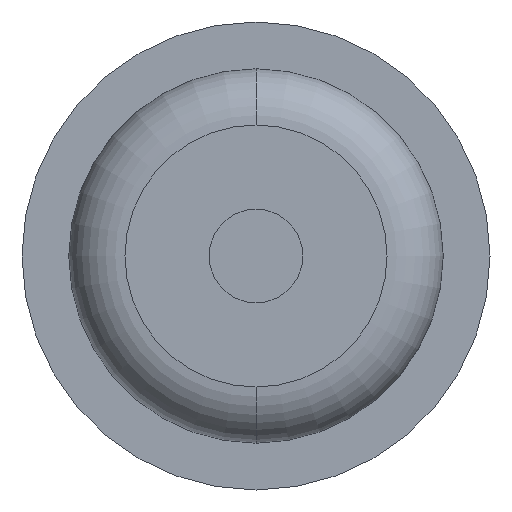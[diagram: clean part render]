
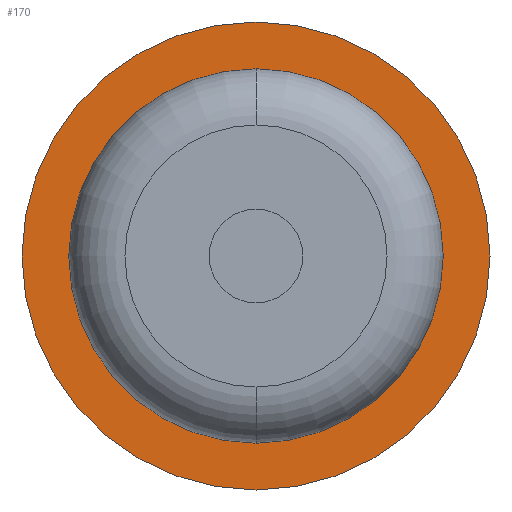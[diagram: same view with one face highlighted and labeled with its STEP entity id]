
A CAD part, front view. The second image highlights one B-rep face of the part: STEP entity #170.
In plain terms, the highlighted planar face has unit normal (0, -1, 0).
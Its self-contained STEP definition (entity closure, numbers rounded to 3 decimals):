
#39 = CARTESIAN_POINT ( 'NONE',  ( 0., 2.5, 1. ) ) ;
#99 = EDGE_LOOP ( 'NONE', ( #3299, #1924 ) ) ;
#170 = ADVANCED_FACE ( 'Defeature ausgef�hrt1_2', ( #1373, #2664 ), #2429, .T. ) ;
#201 = CARTESIAN_POINT ( 'NONE',  ( 0., 2.5, 0. ) ) ;
#216 = DIRECTION ( 'NONE',  ( 0., -1., 0. ) ) ;
#234 = AXIS2_PLACEMENT_3D ( 'NONE', #201, #3176, #1529 ) ;
#368 = DIRECTION ( 'NONE',  ( 0., 0., -1. ) ) ;
#446 = CIRCLE ( 'NONE', #2518, 1. ) ;
#454 = VERTEX_POINT ( 'NONE', #39 ) ;
#524 = ORIENTED_EDGE ( 'NONE', *, *, #1774, .F. ) ;
#573 = CIRCLE ( 'NONE', #1653, 1.25 ) ;
#683 = DIRECTION ( 'NONE',  ( 0., 0., -1. ) ) ;
#770 = CARTESIAN_POINT ( 'NONE',  ( 0., 2.5, 0. ) ) ;
#795 = CARTESIAN_POINT ( 'NONE',  ( 0., 2.5, 1.25 ) ) ;
#912 = AXIS2_PLACEMENT_3D ( 'NONE', #3125, #1758, #368 ) ;
#1246 = CIRCLE ( 'NONE', #912, 1.25 ) ;
#1279 = VERTEX_POINT ( 'NONE', #795 ) ;
#1302 = DIRECTION ( 'NONE',  ( 0., -1., 0. ) ) ;
#1370 = CIRCLE ( 'NONE', #234, 1. ) ;
#1373 = FACE_OUTER_BOUND ( 'NONE', #99, .T. ) ;
#1400 = ORIENTED_EDGE ( 'NONE', *, *, #2249, .F. ) ;
#1529 = DIRECTION ( 'NONE',  ( 0., 0., -1. ) ) ;
#1573 = CARTESIAN_POINT ( 'NONE',  ( 1., 2.5, 0. ) ) ;
#1653 = AXIS2_PLACEMENT_3D ( 'NONE', #770, #216, #3227 ) ;
#1745 = AXIS2_PLACEMENT_3D ( 'NONE', #1573, #1302, #2675 ) ;
#1758 = DIRECTION ( 'NONE',  ( 0., -1., 0. ) ) ;
#1774 = EDGE_CURVE ( 'Defeature ausgef�hrt1_1+Defeature ausgef�hrt1_2+Defeature ausgef�hrt1_2+Defeature ausgef�hrt1_2', #454, #2348, #1370, .T. ) ;
#1795 = CARTESIAN_POINT ( 'NONE',  ( 0., 2.5, -1. ) ) ;
#1924 = ORIENTED_EDGE ( 'NONE', *, *, #2170, .T. ) ;
#2042 = DIRECTION ( 'NONE',  ( 0., -1., 0. ) ) ;
#2170 = EDGE_CURVE ( 'Defeature ausgef�hrt1_2+Defeature ausgef�hrt1_3+Defeature ausgef�hrt1_3+Defeature ausgef�hrt1_3', #1279, #2222, #1246, .T. ) ;
#2222 = VERTEX_POINT ( 'NONE', #3114 ) ;
#2249 = EDGE_CURVE ( 'Defeature ausgef�hrt1_1+Defeature ausgef�hrt1_2+Defeature ausgef�hrt1_2+Defeature ausgef�hrt1_2', #2348, #454, #446, .T. ) ;
#2302 = CARTESIAN_POINT ( 'NONE',  ( 0., 2.5, 0. ) ) ;
#2348 = VERTEX_POINT ( 'NONE', #1795 ) ;
#2357 = EDGE_LOOP ( 'NONE', ( #1400, #524 ) ) ;
#2429 = PLANE ( 'NONE',  #1745 ) ;
#2518 = AXIS2_PLACEMENT_3D ( 'NONE', #2302, #2042, #683 ) ;
#2546 = EDGE_CURVE ( 'Defeature ausgef�hrt1_2+Defeature ausgef�hrt1_3+Defeature ausgef�hrt1_3+Defeature ausgef�hrt1_3', #2222, #1279, #573, .T. ) ;
#2664 = FACE_BOUND ( 'NONE', #2357, .T. ) ;
#2675 = DIRECTION ( 'NONE',  ( 0., 0., -1. ) ) ;
#3114 = CARTESIAN_POINT ( 'NONE',  ( 0., 2.5, -1.25 ) ) ;
#3125 = CARTESIAN_POINT ( 'NONE',  ( 0., 2.5, 0. ) ) ;
#3176 = DIRECTION ( 'NONE',  ( 0., -1., 0. ) ) ;
#3227 = DIRECTION ( 'NONE',  ( 0., 0., -1. ) ) ;
#3299 = ORIENTED_EDGE ( 'NONE', *, *, #2546, .T. ) ;
